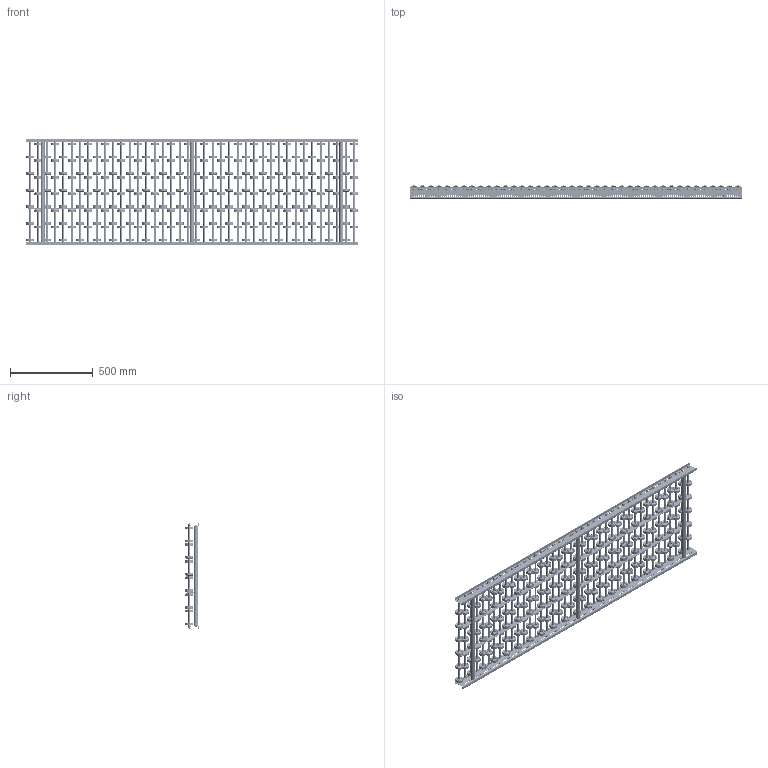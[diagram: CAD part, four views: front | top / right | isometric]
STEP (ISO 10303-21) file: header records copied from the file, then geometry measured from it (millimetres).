
FILE_DESCRIPTION (( 'STEP AP214' ), '1' );
FILE_NAME ('0052517.step', '2021-10-26T13:28:49', ( '' ), ( '' ), 'SwSTEP 2.0', 'SolidWorks 2020', '' );
FILE_SCHEMA (( 'AUTOMOTIVE_DESIGN' ));
Length unit declared in the file: millimetre
Products named in the file (10): Traversen_KFG_L600; 0046278_KB-ROHR-12X1,75mm_KFG_L75; S100100_Längstraverse-42x2,5_S100103_L„ngstraverse-RB-L2000; Röllchenachse-für-Konfiguration_EL600 Stahl; Hutmutter_DIN_1587_M8; S106837_Gewindestange-M8-KFG_L620; 0052517; S100994_Sperrzahnschraube_M08x16-8.8-A2K; Profil_LRB-20x70x20x2_KFG_S100202_U-PROFIL-20-70-20-2-LRB-L=2000; K0011528_2200-48-8
Assembly tree (146 placements, depth 3):
  0052517
    Profil_LRB-20x70x20x2_KFG_S100202_U-PROFIL-20-70-20-2-LRB-L=2000  x2
    S100994_Sperrzahnschraube_M08x16-8.8-A2K  x6
    Traversen_KFG_L600  x3
    Röllchenachse-für-Konfiguration_EL600 Stahl  x40
      S106837_Gewindestange-M8-KFG_L620
      0046278_KB-ROHR-12X1,75mm_KFG_L75
      K0011528_2200-48-8
    S100100_Längstraverse-42x2,5_S100103_L„ngstraverse-RB-L2000  x2
    Hutmutter_DIN_1587_M8  x80
Bounding box: 2000 x 79 x 640 mm (x, y, z)
Volume: 8533154.8 mm3; surface area: 6319262.3 mm2
Topology: 859 solids, 859 shells, 25202 faces, 52616 edges, 31876 vertices
Faces by surface type: cylinder 9272, torus 6264, plane 5214, cone 4372, bspline 80
Entity records: 38303 total; most frequent: DIRECTION 6933, CARTESIAN_POINT 6301, ORIENTED_EDGE 5696, AXIS2_PLACEMENT_3D 2998, EDGE_CURVE 2848, VERTEX_POINT 1870, EDGE_LOOP 1840, CIRCLE 1831
